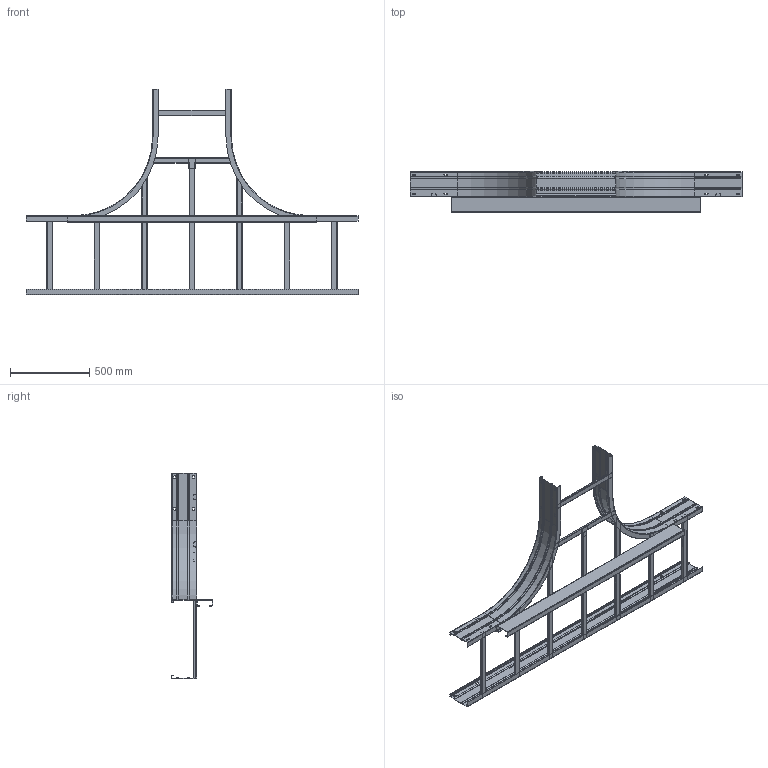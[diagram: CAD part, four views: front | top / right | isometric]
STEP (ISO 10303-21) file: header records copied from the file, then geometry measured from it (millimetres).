
FILE_DESCRIPTION((''),'2;1');
FILE_NAME('6229751_ASM','2013-01-10T',('AndreasKeweloh'),(''),'PRO/ENGINEER BY PARAMETRIC TECHNOLOGY CORPORATION, 2012230','PRO/ENGINEER BY PARAMETRIC TECHNOLOGY CORPORATION, 2012230','');
FILE_SCHEMA(('CONFIG_CONTROL_DESIGN'));
Length unit declared in the file: millimetre
Products named in the file (13): KTS_05_013-038-403; KTS_05_013-038-406; KTS_05_013-043_L_2100; KTS_05_013-005_L_1580; KTS_05_019-034-394_SPROSSE_-409; KTS_05_019-035_L_545; KTS_05_019-037_L_797_RE; KTS_05_019-037_L_797_LI; KTS_05_019-036_L_519_RE; KTS_05_019-036_L_519_LI; KTS_05_019-034-394_SPROSSE_-415; KTS_05_015-005; 6229751_ASM
Assembly tree (14 placements, depth 2):
  6229751_ASM
    KTS_05_013-038-403
    KTS_05_013-038-406
    KTS_05_013-043_L_2100
    KTS_05_013-005_L_1580
    KTS_05_019-034-394_SPROSSE_-409
    KTS_05_019-035_L_545
    KTS_05_019-037_L_797_RE
    KTS_05_019-037_L_797_LI
    KTS_05_019-036_L_519_RE
    KTS_05_019-036_L_519_LI
    KTS_05_019-034-394_SPROSSE_-415  x3
    KTS_05_015-005
Bounding box: 2100 x 260 x 1300 mm (x, y, z)
Volume: 3604316.8 mm3; surface area: 3699974.3 mm2
Topology: 14 solids, 14 shells, 720 faces, 1846 edges, 1154 vertices
Faces by surface type: plane 382, cylinder 300, torus 36, bspline 2
Entity records: 20703 total; most frequent: CARTESIAN_POINT 3727, DIRECTION 3658, ORIENTED_EDGE 3428, EDGE_CURVE 1714, AXIS2_PLACEMENT_3D 1299, VERTEX_POINT 1066, VECTOR 1060, LINE 1060
